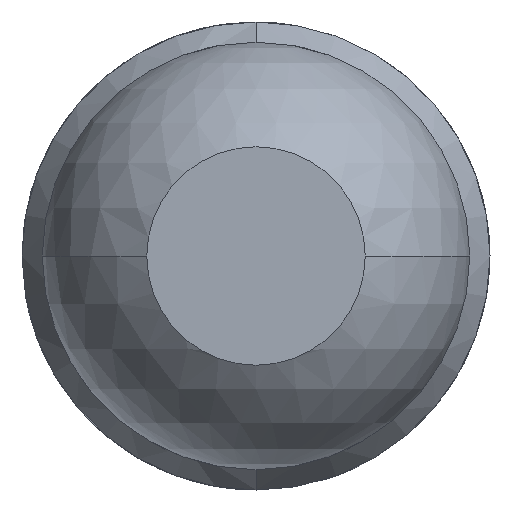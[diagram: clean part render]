
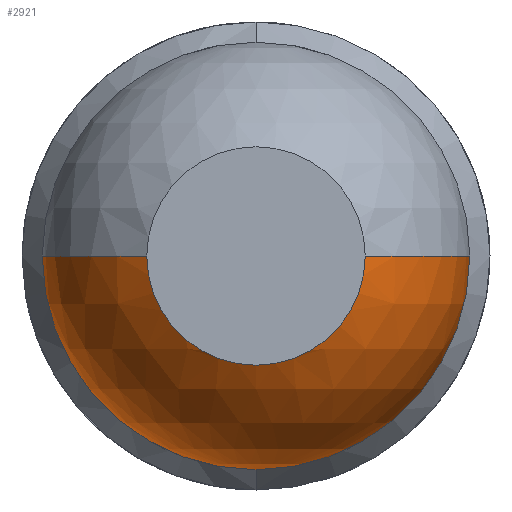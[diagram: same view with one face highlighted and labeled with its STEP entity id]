
A CAD part, front view. The second image highlights one B-rep face of the part: STEP entity #2921.
In plain terms, the highlighted spherical face has radius 0.685 mm.
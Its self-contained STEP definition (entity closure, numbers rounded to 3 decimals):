
#85 = DIRECTION ( 'NONE',  ( 1., 0., 0. ) ) ;
#99 = DIRECTION ( 'NONE',  ( 0., 0., 1. ) ) ;
#127 = ORIENTED_EDGE ( 'NONE', *, *, #3822, .F. ) ;
#181 = VERTEX_POINT ( 'NONE', #706 ) ;
#342 = VERTEX_POINT ( 'NONE', #1839 ) ;
#366 = DIRECTION ( 'NONE',  ( 0., 0., -1. ) ) ;
#406 = AXIS2_PLACEMENT_3D ( 'NONE', #2454, #3808, #3782 ) ;
#431 = AXIS2_PLACEMENT_3D ( 'NONE', #3366, #1042, #366 ) ;
#442 = CARTESIAN_POINT ( 'NONE',  ( 0., -30., -0.35 ) ) ;
#595 = CARTESIAN_POINT ( 'NONE',  ( 0., -29.411, -0.685 ) ) ;
#669 = SPHERICAL_SURFACE ( 'NONE', #1488, 0.685 ) ;
#677 = AXIS2_PLACEMENT_3D ( 'NONE', #3566, #3889, #1579 ) ;
#706 = CARTESIAN_POINT ( 'NONE',  ( 0.35, -30., 0. ) ) ;
#820 = AXIS2_PLACEMENT_3D ( 'NONE', #3040, #2097, #85 ) ;
#832 = EDGE_CURVE ( 'NONE', #181, #3885, #4179, .T. ) ;
#921 = EDGE_CURVE ( 'Defeature ausgef�hrt1_5+Defeature ausgef�hrt1_4+Defeature ausgef�hrt1_4+Defeature ausgef�hrt1_4', #3885, #2166, #3755, .T. ) ;
#1011 = CARTESIAN_POINT ( 'NONE',  ( -0.35, -30., 0. ) ) ;
#1026 = ORIENTED_EDGE ( 'NONE', *, *, #1882, .F. ) ;
#1042 = DIRECTION ( 'NONE',  ( 0., -1., 0. ) ) ;
#1072 = ORIENTED_EDGE ( 'NONE', *, *, #4241, .T. ) ;
#1120 = EDGE_CURVE ( 'Defeature ausgef�hrt1_5+Defeature ausgef�hrt1_4+Defeature ausgef�hrt1_4+Defeature ausgef�hrt1_4', #2166, #342, #1838, .T. ) ;
#1481 = CIRCLE ( 'NONE', #431, 0.35 ) ;
#1488 = AXIS2_PLACEMENT_3D ( 'NONE', #2640, #3585, #2269 ) ;
#1522 = CARTESIAN_POINT ( 'NONE',  ( 0.685, -29.411, 0. ) ) ;
#1579 = DIRECTION ( 'NONE',  ( 0., 0., 1. ) ) ;
#1597 = ORIENTED_EDGE ( 'NONE', *, *, #1120, .F. ) ;
#1789 = ORIENTED_EDGE ( 'NONE', *, *, #832, .F. ) ;
#1838 = CIRCLE ( 'NONE', #677, 0.685 ) ;
#1839 = CARTESIAN_POINT ( 'NONE',  ( -0.685, -29.411, 0. ) ) ;
#1882 = EDGE_CURVE ( 'Defeature ausgef�hrt1_12+Defeature ausgef�hrt1_4+Defeature ausgef�hrt1_4+Defeature ausgef�hrt1_4', #3827, #181, #1481, .T. ) ;
#2081 = CIRCLE ( 'NONE', #406, 0.35 ) ;
#2097 = DIRECTION ( 'NONE',  ( 0., 0., 1. ) ) ;
#2133 = CARTESIAN_POINT ( 'NONE',  ( 0., -29.411, 0. ) ) ;
#2166 = VERTEX_POINT ( 'NONE', #595 ) ;
#2269 = DIRECTION ( 'NONE',  ( 1., 0., 0. ) ) ;
#2357 = VERTEX_POINT ( 'NONE', #1011 ) ;
#2454 = CARTESIAN_POINT ( 'NONE',  ( 0., -30., 0. ) ) ;
#2495 = DIRECTION ( 'NONE',  ( 0., 1., 0. ) ) ;
#2524 = EDGE_LOOP ( 'NONE', ( #127, #1072, #1597, #4037, #1789, #1026 ) ) ;
#2640 = CARTESIAN_POINT ( 'NONE',  ( 0., -29.411, 0. ) ) ;
#2921 = ADVANCED_FACE ( 'Defeature ausgef�hrt1_4', ( #4328 ), #669, .T. ) ;
#3040 = CARTESIAN_POINT ( 'NONE',  ( 0., -29.411, 0. ) ) ;
#3366 = CARTESIAN_POINT ( 'NONE',  ( 0., -30., 0. ) ) ;
#3378 = CARTESIAN_POINT ( 'NONE',  ( 0., -29.411, 0. ) ) ;
#3392 = DIRECTION ( 'NONE',  ( 0., 0., -1. ) ) ;
#3566 = CARTESIAN_POINT ( 'NONE',  ( 0., -29.411, 0. ) ) ;
#3585 = DIRECTION ( 'NONE',  ( 0., 0., -1. ) ) ;
#3694 = CIRCLE ( 'NONE', #4069, 0.685 ) ;
#3717 = DIRECTION ( 'NONE',  ( -1., 0., 0. ) ) ;
#3755 = CIRCLE ( 'NONE', #4263, 0.685 ) ;
#3782 = DIRECTION ( 'NONE',  ( 0., 0., -1. ) ) ;
#3808 = DIRECTION ( 'NONE',  ( 0., -1., 0. ) ) ;
#3822 = EDGE_CURVE ( 'Defeature ausgef�hrt1_12+Defeature ausgef�hrt1_4+Defeature ausgef�hrt1_4+Defeature ausgef�hrt1_4', #2357, #3827, #2081, .T. ) ;
#3827 = VERTEX_POINT ( 'NONE', #442 ) ;
#3885 = VERTEX_POINT ( 'NONE', #1522 ) ;
#3889 = DIRECTION ( 'NONE',  ( 0., 1., 0. ) ) ;
#4037 = ORIENTED_EDGE ( 'NONE', *, *, #921, .F. ) ;
#4069 = AXIS2_PLACEMENT_3D ( 'NONE', #3378, #3392, #3717 ) ;
#4179 = CIRCLE ( 'NONE', #820, 0.685 ) ;
#4241 = EDGE_CURVE ( 'NONE', #2357, #342, #3694, .T. ) ;
#4263 = AXIS2_PLACEMENT_3D ( 'NONE', #2133, #2495, #99 ) ;
#4328 = FACE_OUTER_BOUND ( 'NONE', #2524, .T. ) ;
